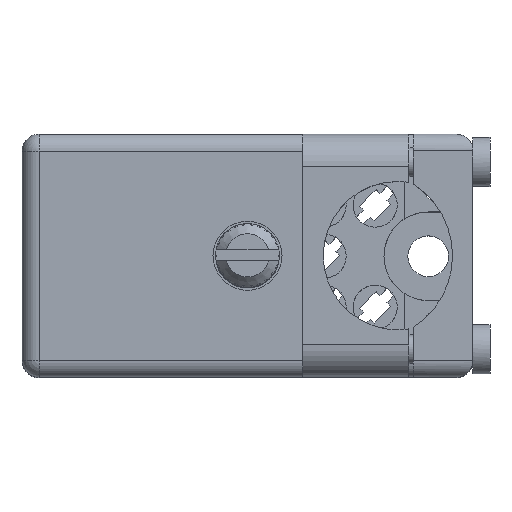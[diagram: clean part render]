
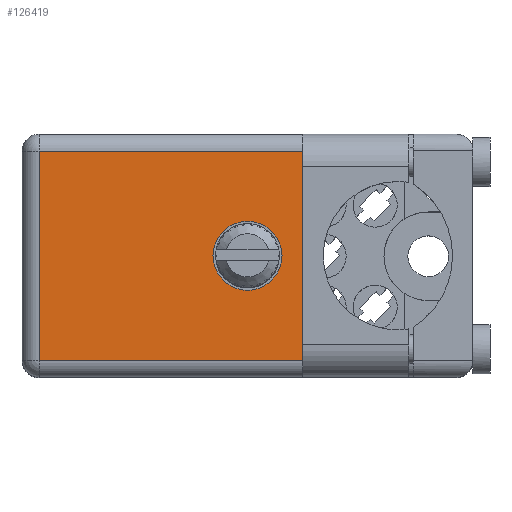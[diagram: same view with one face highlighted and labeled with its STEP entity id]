
A CAD part, top view. The second image highlights one B-rep face of the part: STEP entity #126419.
In plain terms, the highlighted face is planar.
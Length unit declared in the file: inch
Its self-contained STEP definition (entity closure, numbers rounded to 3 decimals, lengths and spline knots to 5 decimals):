
#2171 = LINE ( 'NONE', #15070, #12463 ) ;
#4003 = CARTESIAN_POINT ( 'NONE',  ( 0.865, 0.906, -0.1125 ) ) ;
#4494 = ORIENTED_EDGE ( 'NONE', *, *, #6115, .T. ) ;
#4693 = CARTESIAN_POINT ( 'NONE',  ( 1.15, 0.906, -0.665 ) ) ;
#4758 = VERTEX_POINT ( 'NONE', #9299 ) ;
#6115 = EDGE_CURVE ( 'NONE', #28101, #149975, #98185, .T. ) ;
#7197 = VERTEX_POINT ( 'NONE', #112238 ) ;
#8497 = CARTESIAN_POINT ( 'NONE',  ( 0., 0.906, -0.715 ) ) ;
#9299 = CARTESIAN_POINT ( 'NONE',  ( 0.6625, 0.906, -0.459 ) ) ;
#9593 = CARTESIAN_POINT ( 'NONE',  ( 1.15, 0.906, -0.6025 ) ) ;
#10426 = ORIENTED_EDGE ( 'NONE', *, *, #49672, .F. ) ;
#12463 = VECTOR ( 'NONE', #142313, 39.37008 ) ;
#15070 = CARTESIAN_POINT ( 'NONE',  ( 1.15, 0.906, -0.715 ) ) ;
#16191 = DIRECTION ( 'NONE',  ( 0., 1., 0. ) ) ;
#24072 = LINE ( 'NONE', #137478, #181066 ) ;
#25330 = DIRECTION ( 'NONE',  ( 0., 0., 1. ) ) ;
#27213 = VERTEX_POINT ( 'NONE', #86072 ) ;
#28101 = VERTEX_POINT ( 'NONE', #125904 ) ;
#29235 = EDGE_LOOP ( 'NONE', ( #143552, #67447, #10426, #67474, #151342, #4494, #41096, #91505 ) ) ;
#29323 = CIRCLE ( 'NONE', #129329, 0.1015 ) ;
#40418 = VECTOR ( 'NONE', #25330, 39.37008 ) ;
#41096 = ORIENTED_EDGE ( 'NONE', *, *, #53763, .F. ) ;
#41167 = CARTESIAN_POINT ( 'NONE',  ( 0.6625, 0.906, -0.3575 ) ) ;
#41617 = EDGE_CURVE ( 'NONE', #168128, #27213, #46730, .T. ) ;
#42852 = CARTESIAN_POINT ( 'NONE',  ( 0.865, 0.906, -0.6025 ) ) ;
#46730 = LINE ( 'NONE', #89118, #102822 ) ;
#48085 = CARTESIAN_POINT ( 'NONE',  ( 0.6625, 0.906, -0.3575 ) ) ;
#49672 = EDGE_CURVE ( 'NONE', #154788, #82986, #93601, .T. ) ;
#50046 = FACE_BOUND ( 'NONE', #52797, .T. ) ;
#51216 = DIRECTION ( 'NONE',  ( 0., 0., 1. ) ) ;
#52113 = CARTESIAN_POINT ( 'NONE',  ( 1.15, 0.906, -0.715 ) ) ;
#52797 = EDGE_LOOP ( 'NONE', ( #168945, #149368 ) ) ;
#53763 = EDGE_CURVE ( 'NONE', #168128, #149975, #2171, .T. ) ;
#57128 = CARTESIAN_POINT ( 'NONE',  ( 1.15, 0.906, -0.1125 ) ) ;
#62409 = DIRECTION ( 'NONE',  ( -1., 0., 0. ) ) ;
#62940 = AXIS2_PLACEMENT_3D ( 'NONE', #41167, #16191, #166503 ) ;
#67039 = LINE ( 'NONE', #105066, #136479 ) ;
#67447 = ORIENTED_EDGE ( 'NONE', *, *, #128495, .T. ) ;
#67474 = ORIENTED_EDGE ( 'NONE', *, *, #160664, .T. ) ;
#78585 = DIRECTION ( 'NONE',  ( 0., 0., 1. ) ) ;
#79881 = CARTESIAN_POINT ( 'NONE',  ( 0.6625, 0.906, -0.256 ) ) ;
#80058 = EDGE_CURVE ( 'NONE', #4758, #98366, #29323, .T. ) ;
#81615 = CARTESIAN_POINT ( 'NONE',  ( 0.05, 0.906, -0.715 ) ) ;
#82466 = DIRECTION ( 'NONE',  ( 0., 0., -1. ) ) ;
#82986 = VERTEX_POINT ( 'NONE', #113464 ) ;
#84283 = CARTESIAN_POINT ( 'NONE',  ( 0.865, 0.906, -0.1125 ) ) ;
#86072 = CARTESIAN_POINT ( 'NONE',  ( 0.05, 0.906, -0.665 ) ) ;
#88944 = EDGE_CURVE ( 'NONE', #136044, #28101, #97216, .T. ) ;
#89118 = CARTESIAN_POINT ( 'NONE',  ( 0., 0.906, -0.665 ) ) ;
#91505 = ORIENTED_EDGE ( 'NONE', *, *, #41617, .T. ) ;
#92068 = EDGE_CURVE ( 'NONE', #27213, #7197, #181113, .T. ) ;
#93601 = LINE ( 'NONE', #52113, #40418 ) ;
#97216 = LINE ( 'NONE', #84283, #173885 ) ;
#98185 = LINE ( 'NONE', #42852, #166941 ) ;
#98366 = VERTEX_POINT ( 'NONE', #79881 ) ;
#101561 = DIRECTION ( 'NONE',  ( 0., 1., 0. ) ) ;
#102822 = VECTOR ( 'NONE', #62409, 39.37008 ) ;
#105066 = CARTESIAN_POINT ( 'NONE',  ( 0.865, 0.906, -0.1125 ) ) ;
#107115 = FACE_OUTER_BOUND ( 'NONE', #29235, .T. ) ;
#112238 = CARTESIAN_POINT ( 'NONE',  ( 0.05, 0.906, -0.05 ) ) ;
#113464 = CARTESIAN_POINT ( 'NONE',  ( 1.15, 0.906, -0.05 ) ) ;
#125904 = CARTESIAN_POINT ( 'NONE',  ( 0.865, 0.906, -0.6025 ) ) ;
#126160 = VECTOR ( 'NONE', #51216, 39.37008 ) ;
#126419 = ADVANCED_FACE ( 'NONE', ( #107115, #50046 ), #165164, .T. ) ;
#127661 = CIRCLE ( 'NONE', #62940, 0.1015 ) ;
#127663 = DIRECTION ( 'NONE',  ( 1., 0., 0. ) ) ;
#128495 = EDGE_CURVE ( 'NONE', #7197, #82986, #24072, .T. ) ;
#129329 = AXIS2_PLACEMENT_3D ( 'NONE', #48085, #101561, #144009 ) ;
#136044 = VERTEX_POINT ( 'NONE', #4003 ) ;
#136479 = VECTOR ( 'NONE', #150855, 39.37008 ) ;
#137478 = CARTESIAN_POINT ( 'NONE',  ( 1.15, 0.906, -0.05 ) ) ;
#142313 = DIRECTION ( 'NONE',  ( 0., 0., 1. ) ) ;
#143552 = ORIENTED_EDGE ( 'NONE', *, *, #92068, .T. ) ;
#144009 = DIRECTION ( 'NONE',  ( 0., 0., 1. ) ) ;
#149368 = ORIENTED_EDGE ( 'NONE', *, *, #80058, .F. ) ;
#149975 = VERTEX_POINT ( 'NONE', #9593 ) ;
#150855 = DIRECTION ( 'NONE',  ( -1., 0., 0. ) ) ;
#151342 = ORIENTED_EDGE ( 'NONE', *, *, #88944, .T. ) ;
#151466 = AXIS2_PLACEMENT_3D ( 'NONE', #8497, #178998, #78585 ) ;
#154788 = VERTEX_POINT ( 'NONE', #57128 ) ;
#160664 = EDGE_CURVE ( 'NONE', #154788, #136044, #67039, .T. ) ;
#160738 = EDGE_CURVE ( 'NONE', #98366, #4758, #127661, .T. ) ;
#165164 = PLANE ( 'NONE',  #151466 ) ;
#166503 = DIRECTION ( 'NONE',  ( 0., 0., 1. ) ) ;
#166941 = VECTOR ( 'NONE', #127663, 39.37008 ) ;
#168128 = VERTEX_POINT ( 'NONE', #4693 ) ;
#168945 = ORIENTED_EDGE ( 'NONE', *, *, #160738, .F. ) ;
#173885 = VECTOR ( 'NONE', #82466, 39.37008 ) ;
#178920 = DIRECTION ( 'NONE',  ( 1., 0., 0. ) ) ;
#178998 = DIRECTION ( 'NONE',  ( 0., 1., 0. ) ) ;
#181066 = VECTOR ( 'NONE', #178920, 39.37008 ) ;
#181113 = LINE ( 'NONE', #81615, #126160 ) ;
